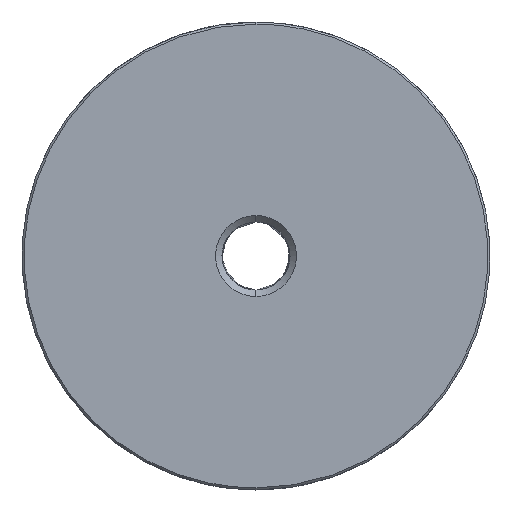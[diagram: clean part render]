
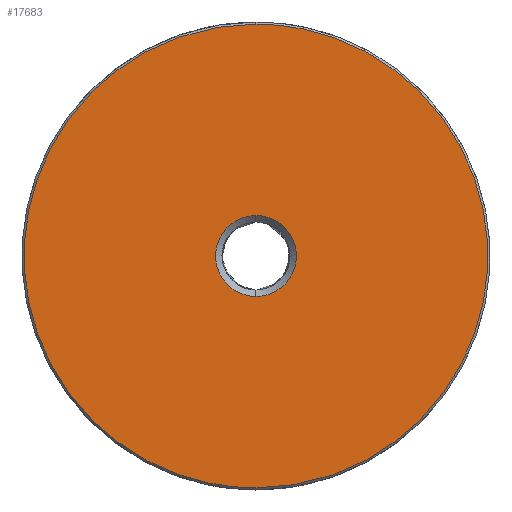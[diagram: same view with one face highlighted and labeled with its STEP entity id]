
A CAD part, front view. The second image highlights one B-rep face of the part: STEP entity #17683.
In plain terms, the highlighted free-form (B-spline) face has degree [1, 1] with [2, 2] control points.
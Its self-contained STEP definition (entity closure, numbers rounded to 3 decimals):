
#4998 = VERTEX_POINT('',#4999);
#4999 = CARTESIAN_POINT('',(0.,-0.752,-5.712));
#5004 = EDGE_CURVE('',#4998,#5005,#5007,.T.);
#5005 = VERTEX_POINT('',#5006);
#5006 = CARTESIAN_POINT('',(0.,-0.752,
    5.712));
#5007 = ( BOUNDED_CURVE() B_SPLINE_CURVE(2,(#5008,#5009,#5010,#5011,
#5012),.UNSPECIFIED.,.F.,.F.) B_SPLINE_CURVE_WITH_KNOTS((3,2,3),(0.,
1.571,3.142),.PIECEWISE_BEZIER_KNOTS.) CURVE() 
GEOMETRIC_REPRESENTATION_ITEM() RATIONAL_B_SPLINE_CURVE((1.,
0.707,1.,0.707,1.)) REPRESENTATION_ITEM('') );
#5008 = CARTESIAN_POINT('',(0.,-0.752,-5.712));
#5009 = CARTESIAN_POINT('',(-5.712,-0.752,
    -5.712));
#5010 = CARTESIAN_POINT('',(-5.712,-0.752,
    0.));
#5011 = CARTESIAN_POINT('',(-5.712,-0.752,
    5.712));
#5012 = CARTESIAN_POINT('',(0.,-0.752,
    5.712));
#8725 = EDGE_CURVE('',#8726,#8728,#8730,.T.);
#8726 = VERTEX_POINT('',#8727);
#8727 = CARTESIAN_POINT('',(0.,-0.752,
    -32.77));
#8728 = VERTEX_POINT('',#8729);
#8729 = CARTESIAN_POINT('',(0.,-0.752,
    32.77));
#8730 = ( BOUNDED_CURVE() B_SPLINE_CURVE(2,(#8731,#8732,#8733,#8734,
#8735),.UNSPECIFIED.,.F.,.F.) B_SPLINE_CURVE_WITH_KNOTS((3,2,3),(0.,
1.571,3.142),.PIECEWISE_BEZIER_KNOTS.) CURVE() 
GEOMETRIC_REPRESENTATION_ITEM() RATIONAL_B_SPLINE_CURVE((1.,
0.707,1.,0.707,1.)) REPRESENTATION_ITEM('') );
#8731 = CARTESIAN_POINT('',(0.,-0.752,-32.77));
#8732 = CARTESIAN_POINT('',(32.77,-0.752,
    -32.77));
#8733 = CARTESIAN_POINT('',(32.77,-0.752,
    0.));
#8734 = CARTESIAN_POINT('',(32.77,-0.752,
    32.77));
#8735 = CARTESIAN_POINT('',(0.,-0.752,
    32.77));
#17683 = ADVANCED_FACE('',(#17684,#17695),#17706,.T.);
#17684 = FACE_BOUND('',#17685,.T.);
#17685 = EDGE_LOOP('',(#17686,#17687));
#17686 = ORIENTED_EDGE('',*,*,#5004,.T.);
#17687 = ORIENTED_EDGE('',*,*,#17688,.T.);
#17688 = EDGE_CURVE('',#5005,#4998,#17689,.T.);
#17689 = ( BOUNDED_CURVE() B_SPLINE_CURVE(2,(#17690,#17691,#17692,#17693
,#17694),.UNSPECIFIED.,.F.,.F.) B_SPLINE_CURVE_WITH_KNOTS((3,2,3),(
    3.142,4.712,6.283),
.PIECEWISE_BEZIER_KNOTS.) CURVE() GEOMETRIC_REPRESENTATION_ITEM() 
RATIONAL_B_SPLINE_CURVE((1.,0.707,1.,0.707,1.)) 
REPRESENTATION_ITEM('') );
#17690 = CARTESIAN_POINT('',(0.,-0.752,
    5.712));
#17691 = CARTESIAN_POINT('',(5.712,-0.752,
    5.712));
#17692 = CARTESIAN_POINT('',(5.712,-0.752,
    0.));
#17693 = CARTESIAN_POINT('',(5.712,-0.752,
    -5.712));
#17694 = CARTESIAN_POINT('',(0.,-0.752,
    -5.712));
#17695 = FACE_BOUND('',#17696,.T.);
#17696 = EDGE_LOOP('',(#17697,#17705));
#17697 = ORIENTED_EDGE('',*,*,#17698,.T.);
#17698 = EDGE_CURVE('',#8728,#8726,#17699,.T.);
#17699 = ( BOUNDED_CURVE() B_SPLINE_CURVE(2,(#17700,#17701,#17702,#17703
,#17704),.UNSPECIFIED.,.F.,.F.) B_SPLINE_CURVE_WITH_KNOTS((3,2,3),(
    3.142,4.712,6.283),
.PIECEWISE_BEZIER_KNOTS.) CURVE() GEOMETRIC_REPRESENTATION_ITEM() 
RATIONAL_B_SPLINE_CURVE((1.,0.707,1.,0.707,1.)) 
REPRESENTATION_ITEM('') );
#17700 = CARTESIAN_POINT('',(0.,-0.752,
    32.77));
#17701 = CARTESIAN_POINT('',(-32.77,-0.752,
    32.77));
#17702 = CARTESIAN_POINT('',(-32.77,-0.752,
    0.));
#17703 = CARTESIAN_POINT('',(-32.77,-0.752,
    -32.77));
#17704 = CARTESIAN_POINT('',(0.,-0.752,
    -32.77));
#17705 = ORIENTED_EDGE('',*,*,#8725,.T.);
#17706 = B_SPLINE_SURFACE_WITH_KNOTS('',1,1,(
    (#17707,#17708)
    ,(#17709,#17710
    )),.UNSPECIFIED.,.F.,.F.,.F.,(2,2),(2,2),(-27.25,27.25),(-27.25,
    27.25),.PIECEWISE_BEZIER_KNOTS.);
#17707 = CARTESIAN_POINT('',(-32.77,-0.752,
    32.77));
#17708 = CARTESIAN_POINT('',(32.77,-0.752,
    32.77));
#17709 = CARTESIAN_POINT('',(-32.77,-0.752,
    -32.77));
#17710 = CARTESIAN_POINT('',(32.77,-0.752,
    -32.77));
